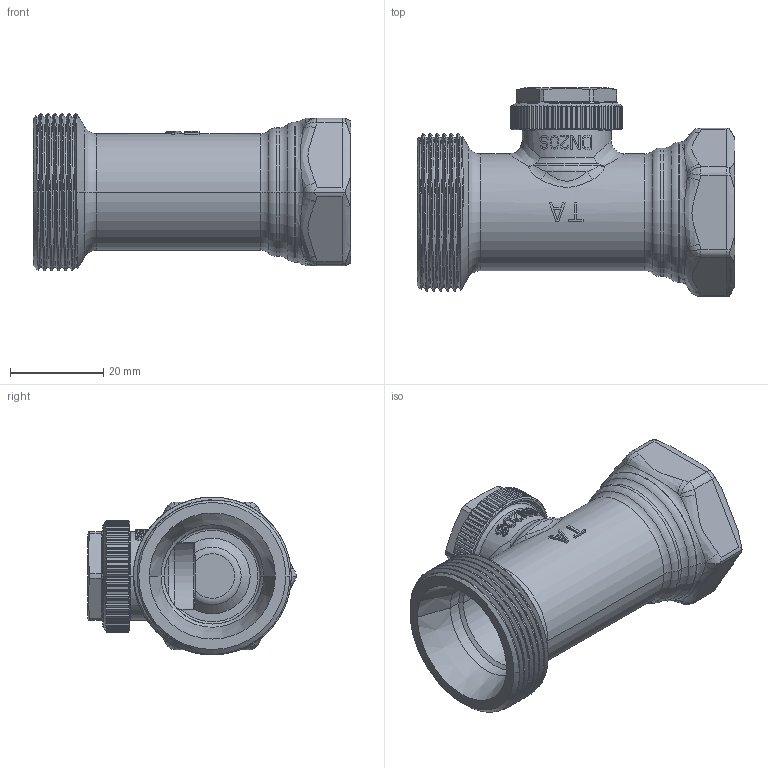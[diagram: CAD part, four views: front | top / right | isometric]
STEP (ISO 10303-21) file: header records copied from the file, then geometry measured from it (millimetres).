
FILE_DESCRIPTION((''),'2;1');
FILE_NAME('50005-620-GEWINDE_SW0001','2018-09-10T15:30:18',('marann'),(''),'CREO PARAMETRIC BY PTC INC, 2017380','CREO PARAMETRIC BY PTC INC, 2017380','');
FILE_SCHEMA(('CONFIG_CONTROL_DESIGN'));
Length unit declared in the file: millimetre
Products named in the file (1): 50005-620-GEWINDE_SW0001
Bounding box: 68 x 44.7 x 33.81 mm (x, y, z)
Volume: 20793.3 mm3; surface area: 16224.3 mm2
Topology: 1 solids, 2 shells, 702 faces, 1900 edges, 1215 vertices
Faces by surface type: plane 359, cylinder 164, bspline 71, cone 66, torus 42
Entity records: 31909 total; most frequent: CARTESIAN_POINT 15804, ORIENTED_EDGE 3792, DIRECTION 2774, EDGE_CURVE 1896, VERTEX_POINT 1215, AXIS2_PLACEMENT_3D 1081, B_SPLINE_CURVE_WITH_KNOTS 834, EDGE_LOOP 723
